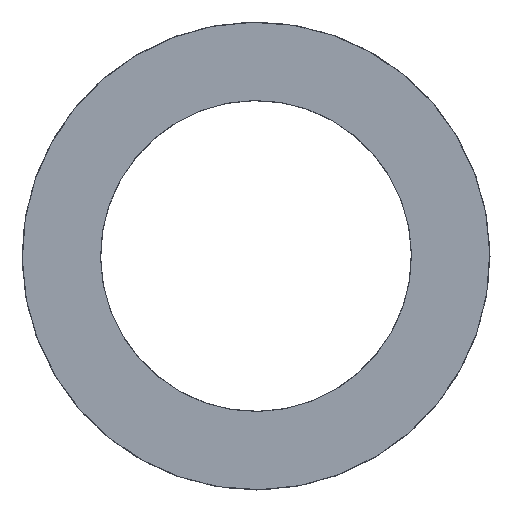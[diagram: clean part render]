
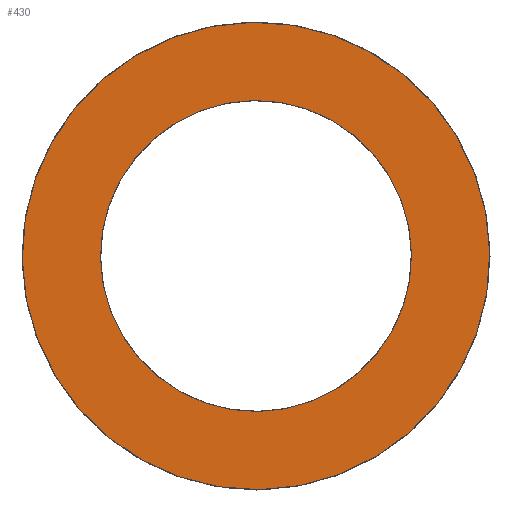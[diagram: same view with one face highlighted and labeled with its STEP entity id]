
A CAD part, front view. The second image highlights one B-rep face of the part: STEP entity #430.
In plain terms, the highlighted planar face has unit normal (0, -1, 0).
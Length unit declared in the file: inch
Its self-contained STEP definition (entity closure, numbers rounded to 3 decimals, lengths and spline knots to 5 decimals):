
#34 = CARTESIAN_POINT ( 'NONE',  ( 2.44171, 1.02899, 3.5606 ) ) ;
#56 = DIRECTION ( 'NONE',  ( 0.158, 0., 0.988 ) ) ;
#69 = FACE_BOUND ( 'NONE', #368, .T. ) ;
#107 = EDGE_CURVE ( 'NONE', #289, #289, #420, .T. ) ;
#127 = EDGE_LOOP ( 'NONE', ( #390 ) ) ;
#128 = VERTEX_POINT ( 'NONE', #34 ) ;
#143 = DIRECTION ( 'NONE',  ( 0., 1., 0. ) ) ;
#148 = AXIS2_PLACEMENT_3D ( 'NONE', #225, #149, #314 ) ;
#149 = DIRECTION ( 'NONE',  ( 0., 1., 0. ) ) ;
#195 = CIRCLE ( 'NONE', #148, 1.7545 ) ;
#225 = CARTESIAN_POINT ( 'NONE',  ( 2.16518, 1.02899, 1.82803 ) ) ;
#254 = CARTESIAN_POINT ( 'NONE',  ( 2.34919, 1.02899, 2.98094 ) ) ;
#269 = PLANE ( 'NONE',  #555 ) ;
#289 = VERTEX_POINT ( 'NONE', #254 ) ;
#310 = DIRECTION ( 'NONE',  ( 0., 1., 0. ) ) ;
#314 = DIRECTION ( 'NONE',  ( 0.158, 0., 0.988 ) ) ;
#368 = EDGE_LOOP ( 'NONE', ( #419 ) ) ;
#390 = ORIENTED_EDGE ( 'NONE', *, *, #489, .F. ) ;
#406 = DIRECTION ( 'NONE',  ( 0.158, 0., 0.988 ) ) ;
#419 = ORIENTED_EDGE ( 'NONE', *, *, #107, .T. ) ;
#420 = CIRCLE ( 'NONE', #439, 1.1675 ) ;
#430 = ADVANCED_FACE ( 'NONE', ( #456, #69 ), #269, .F. ) ;
#439 = AXIS2_PLACEMENT_3D ( 'NONE', #532, #310, #56 ) ;
#456 = FACE_OUTER_BOUND ( 'NONE', #127, .T. ) ;
#489 = EDGE_CURVE ( 'NONE', #128, #128, #195, .T. ) ;
#532 = CARTESIAN_POINT ( 'NONE',  ( 2.16518, 1.02899, 1.82803 ) ) ;
#533 = CARTESIAN_POINT ( 'NONE',  ( 2.16518, 1.02899, 1.82803 ) ) ;
#555 = AXIS2_PLACEMENT_3D ( 'NONE', #533, #143, #406 ) ;
